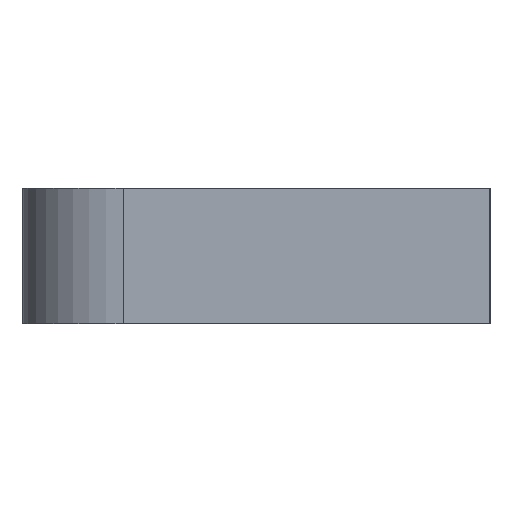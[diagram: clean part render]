
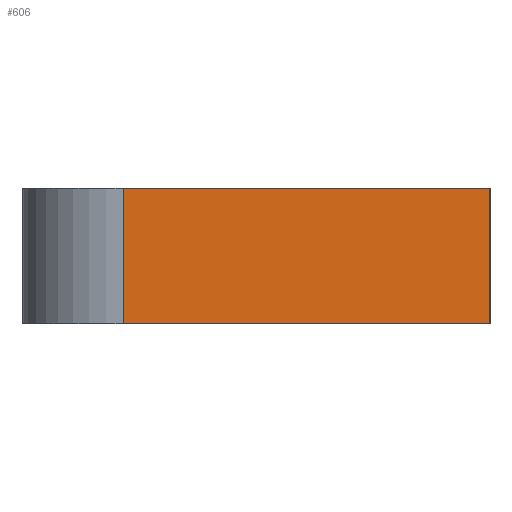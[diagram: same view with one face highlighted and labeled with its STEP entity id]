
A CAD part, left-side view. The second image highlights one B-rep face of the part: STEP entity #606.
In plain terms, the highlighted planar face has unit normal (-1, 0, 0).
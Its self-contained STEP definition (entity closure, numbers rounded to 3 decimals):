
#1 = LINE ( 'NONE', #113, #750 ) ;
#15 = DIRECTION ( 'NONE',  ( 0., -1., 0. ) ) ;
#35 = VERTEX_POINT ( 'NONE', #577 ) ;
#62 = LINE ( 'NONE', #670, #370 ) ;
#64 = CARTESIAN_POINT ( 'NONE',  ( -181.929, 86.405, 0. ) ) ;
#83 = EDGE_LOOP ( 'NONE', ( #154, #311, #560, #580 ) ) ;
#113 = CARTESIAN_POINT ( 'NONE',  ( -181.929, 86.405, 4. ) ) ;
#118 = DIRECTION ( 'NONE',  ( 0., 0., -1. ) ) ;
#149 = EDGE_CURVE ( 'NONE', #233, #650, #62, .T. ) ;
#154 = ORIENTED_EDGE ( 'NONE', *, *, #609, .T. ) ;
#174 = CARTESIAN_POINT ( 'NONE',  ( -181.929, 75.539, 4. ) ) ;
#186 = VECTOR ( 'NONE', #15, 1000. ) ;
#199 = EDGE_CURVE ( 'NONE', #35, #233, #1, .T. ) ;
#204 = CARTESIAN_POINT ( 'NONE',  ( -181.929, 86.405, 4. ) ) ;
#216 = PLANE ( 'NONE',  #315 ) ;
#233 = VERTEX_POINT ( 'NONE', #174 ) ;
#271 = CARTESIAN_POINT ( 'NONE',  ( -181.929, 75.539, 0. ) ) ;
#301 = LINE ( 'NONE', #720, #186 ) ;
#311 = ORIENTED_EDGE ( 'NONE', *, *, #149, .F. ) ;
#315 = AXIS2_PLACEMENT_3D ( 'NONE', #585, #324, #778 ) ;
#324 = DIRECTION ( 'NONE',  ( 1., 0., 0. ) ) ;
#370 = VECTOR ( 'NONE', #118, 1000. ) ;
#414 = VERTEX_POINT ( 'NONE', #64 ) ;
#431 = FACE_OUTER_BOUND ( 'NONE', #83, .T. ) ;
#461 = DIRECTION ( 'NONE',  ( 0., 0., -1. ) ) ;
#480 = DIRECTION ( 'NONE',  ( 0., -1., 0. ) ) ;
#512 = VECTOR ( 'NONE', #461, 1000. ) ;
#560 = ORIENTED_EDGE ( 'NONE', *, *, #199, .F. ) ;
#577 = CARTESIAN_POINT ( 'NONE',  ( -181.929, 86.405, 4. ) ) ;
#580 = ORIENTED_EDGE ( 'NONE', *, *, #681, .T. ) ;
#585 = CARTESIAN_POINT ( 'NONE',  ( -181.929, 86.405, 4. ) ) ;
#598 = LINE ( 'NONE', #204, #512 ) ;
#606 = ADVANCED_FACE ( 'NONE', ( #431 ), #216, .F. ) ;
#609 = EDGE_CURVE ( 'NONE', #414, #650, #301, .T. ) ;
#650 = VERTEX_POINT ( 'NONE', #271 ) ;
#670 = CARTESIAN_POINT ( 'NONE',  ( -181.929, 75.539, 4. ) ) ;
#681 = EDGE_CURVE ( 'NONE', #35, #414, #598, .T. ) ;
#720 = CARTESIAN_POINT ( 'NONE',  ( -181.929, 86.405, 0. ) ) ;
#750 = VECTOR ( 'NONE', #480, 1000. ) ;
#778 = DIRECTION ( 'NONE',  ( 0., 1., 0. ) ) ;
